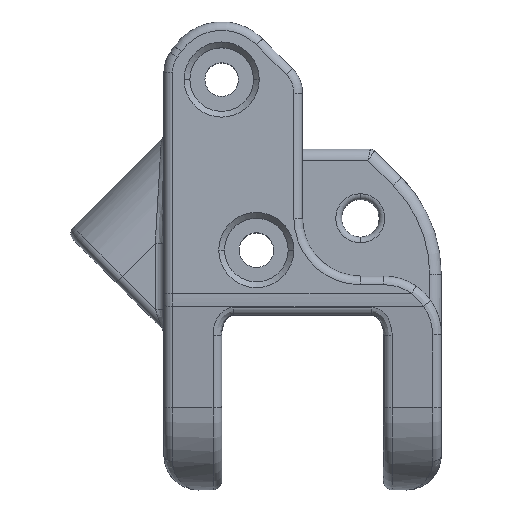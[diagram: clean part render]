
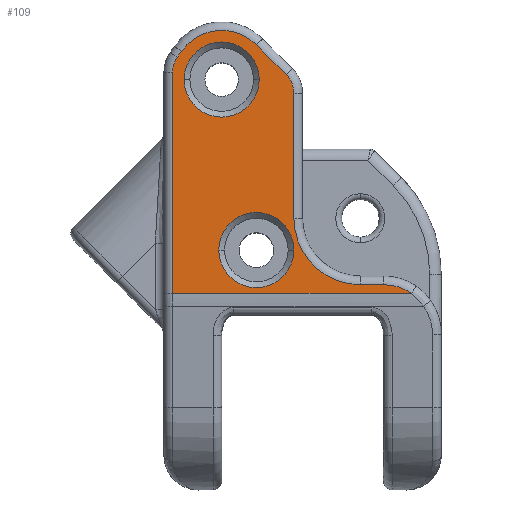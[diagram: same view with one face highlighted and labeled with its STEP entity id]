
A CAD part, top view. The second image highlights one B-rep face of the part: STEP entity #109.
In plain terms, the highlighted planar face has unit normal (0, 0, 1).
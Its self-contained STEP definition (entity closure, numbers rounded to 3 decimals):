
#109 = ADVANCED_FACE ( 'NONE', ( #3552, #4362, #4221 ), #8029, .T. ) ;
#119 = CARTESIAN_POINT ( 'NONE',  ( -15.25, 12., 9. ) ) ;
#147 = CARTESIAN_POINT ( 'NONE',  ( -12., 12., 9. ) ) ;
#169 = VERTEX_POINT ( 'NONE', #7978 ) ;
#358 = DIRECTION ( 'NONE',  ( 1., 0., 0. ) ) ;
#399 = VERTEX_POINT ( 'NONE', #7652 ) ;
#424 = VECTOR ( 'NONE', #6848, 1000. ) ;
#451 = CARTESIAN_POINT ( 'NONE',  ( -16.25, 12.632, 9. ) ) ;
#583 = DIRECTION ( 'NONE',  ( -1., 0., 0. ) ) ;
#618 = CARTESIAN_POINT ( 'NONE',  ( -8., 10.828, 9. ) ) ;
#788 = LINE ( 'NONE', #2512, #4904 ) ;
#817 = VERTEX_POINT ( 'NONE', #451 ) ;
#862 = CARTESIAN_POINT ( 'NONE',  ( -16.25, 12., 9. ) ) ;
#974 = DIRECTION ( 'NONE',  ( 0., 0., 1. ) ) ;
#994 = LINE ( 'NONE', #1825, #1914 ) ;
#997 = LINE ( 'NONE', #6713, #424 ) ;
#1072 = EDGE_CURVE ( 'NONE', #7711, #1785, #1671, .T. ) ;
#1105 = DIRECTION ( 'NONE',  ( 1., 0., 0. ) ) ;
#1148 = VERTEX_POINT ( 'NONE', #7877 ) ;
#1333 = CARTESIAN_POINT ( 'NONE',  ( 7., -6.5, 9. ) ) ;
#1507 = ORIENTED_EDGE ( 'NONE', *, *, #3982, .T. ) ;
#1574 = EDGE_CURVE ( 'NONE', #817, #1148, #3853, .T. ) ;
#1616 = DIRECTION ( 'NONE',  ( 1., 0., 0. ) ) ;
#1671 = CIRCLE ( 'NONE', #9128, 3.25 ) ;
#1729 = CARTESIAN_POINT ( 'NONE',  ( 0., -5.75, 9. ) ) ;
#1785 = VERTEX_POINT ( 'NONE', #7127 ) ;
#1825 = CARTESIAN_POINT ( 'NONE',  ( -15.478, 14.443, 9. ) ) ;
#1914 = VECTOR ( 'NONE', #3893, 1000. ) ;
#1976 = VERTEX_POINT ( 'NONE', #7422 ) ;
#2017 = DIRECTION ( 'NONE',  ( 1., 0., 0. ) ) ;
#2095 = DIRECTION ( 'NONE',  ( 1., 0., 0. ) ) ;
#2185 = DIRECTION ( 'NONE',  ( 1., 0., 0. ) ) ;
#2212 = VERTEX_POINT ( 'NONE', #9031 ) ;
#2215 = EDGE_CURVE ( 'NONE', #2212, #3466, #788, .T. ) ;
#2245 = DIRECTION ( 'NONE',  ( 1., 0., 0. ) ) ;
#2297 = VECTOR ( 'NONE', #4471, 1000. ) ;
#2361 = CIRCLE ( 'NONE', #3743, 4.25 ) ;
#2512 = CARTESIAN_POINT ( 'NONE',  ( -5.75, 12., 9. ) ) ;
#2688 = AXIS2_PLACEMENT_3D ( 'NONE', #618, #6427, #9311 ) ;
#2710 = EDGE_LOOP ( 'NONE', ( #1507, #6503 ) ) ;
#2818 = CARTESIAN_POINT ( 'NONE',  ( -9., -2.75, 9. ) ) ;
#3029 = CARTESIAN_POINT ( 'NONE',  ( -15.478, 14.443, 9. ) ) ;
#3204 = CARTESIAN_POINT ( 'NONE',  ( 2., -10., 9. ) ) ;
#3427 = AXIS2_PLACEMENT_3D ( 'NONE', #7722, #8416, #1105 ) ;
#3466 = VERTEX_POINT ( 'NONE', #6443 ) ;
#3510 = EDGE_CURVE ( 'NONE', #399, #6736, #8089, .T. ) ;
#3552 = FACE_BOUND ( 'NONE', #7888, .T. ) ;
#3743 = AXIS2_PLACEMENT_3D ( 'NONE', #5117, #5874, #2245 ) ;
#3791 = ORIENTED_EDGE ( 'NONE', *, *, #6032, .T. ) ;
#3812 = DIRECTION ( 'NONE',  ( 0., 0., -1. ) ) ;
#3853 = LINE ( 'NONE', #862, #2297 ) ;
#3882 = AXIS2_PLACEMENT_3D ( 'NONE', #6792, #9004, #6025 ) ;
#3890 = EDGE_CURVE ( 'NONE', #399, #1148, #7869, .T. ) ;
#3893 = DIRECTION ( 'NONE',  ( -0.575, -0.818, 0. ) ) ;
#3982 = EDGE_CURVE ( 'NONE', #1785, #7711, #7375, .T. ) ;
#4020 = VECTOR ( 'NONE', #5996, 1000. ) ;
#4150 = CARTESIAN_POINT ( 'NONE',  ( 0., -5.75, 9. ) ) ;
#4221 = FACE_OUTER_BOUND ( 'NONE', #6074, .T. ) ;
#4235 = VERTEX_POINT ( 'NONE', #3029 ) ;
#4362 = FACE_BOUND ( 'NONE', #2710, .T. ) ;
#4395 = CARTESIAN_POINT ( 'NONE',  ( -9., -2.75, 9. ) ) ;
#4471 = DIRECTION ( 'NONE',  ( 0., -1., 0. ) ) ;
#4519 = CIRCLE ( 'NONE', #2688, 2.25 ) ;
#4525 = DIRECTION ( 'NONE',  ( 1., 0., 0. ) ) ;
#4669 = DIRECTION ( 'NONE',  ( 0., 1., 0. ) ) ;
#4730 = DIRECTION ( 'NONE',  ( 0., 0., -1. ) ) ;
#4843 = EDGE_CURVE ( 'NONE', #6736, #5373, #9176, .T. ) ;
#4904 = VECTOR ( 'NONE', #4669, 1000. ) ;
#5026 = CARTESIAN_POINT ( 'NONE',  ( -12., 12., 9. ) ) ;
#5052 = AXIS2_PLACEMENT_3D ( 'NONE', #3204, #974, #1616 ) ;
#5117 = CARTESIAN_POINT ( 'NONE',  ( -12., 12., 9. ) ) ;
#5147 = CARTESIAN_POINT ( 'NONE',  ( -5.75, -2.75, 9. ) ) ;
#5373 = VERTEX_POINT ( 'NONE', #1729 ) ;
#5441 = EDGE_CURVE ( 'NONE', #8517, #4235, #2361, .T. ) ;
#5579 = ORIENTED_EDGE ( 'NONE', *, *, #1574, .T. ) ;
#5605 = CARTESIAN_POINT ( 'NONE',  ( -8.995, 15.005, 9. ) ) ;
#5718 = EDGE_CURVE ( 'NONE', #4235, #169, #994, .T. ) ;
#5736 = ORIENTED_EDGE ( 'NONE', *, *, #3890, .F. ) ;
#5816 = DIRECTION ( 'NONE',  ( 0., 0., -1. ) ) ;
#5874 = DIRECTION ( 'NONE',  ( 0., 0., 1. ) ) ;
#5989 = ORIENTED_EDGE ( 'NONE', *, *, #6370, .T. ) ;
#5996 = DIRECTION ( 'NONE',  ( -1., 0., 0. ) ) ;
#6025 = DIRECTION ( 'NONE',  ( 1., 0., 0. ) ) ;
#6032 = EDGE_CURVE ( 'NONE', #169, #817, #7982, .T. ) ;
#6074 = EDGE_LOOP ( 'NONE', ( #5736, #8652, #6264, #9303, #8355, #8259, #8497, #6888, #7489, #3791, #5579 ) ) ;
#6245 = EDGE_CURVE ( 'NONE', #1976, #9156, #9183, .T. ) ;
#6264 = ORIENTED_EDGE ( 'NONE', *, *, #4843, .T. ) ;
#6313 = CIRCLE ( 'NONE', #6469, 3.25 ) ;
#6318 = CIRCLE ( 'NONE', #3427, 5.75 ) ;
#6370 = EDGE_CURVE ( 'NONE', #9156, #1976, #6313, .T. ) ;
#6427 = DIRECTION ( 'NONE',  ( 0., 0., 1. ) ) ;
#6443 = CARTESIAN_POINT ( 'NONE',  ( -5.75, 10.828, 9. ) ) ;
#6458 = DIRECTION ( 'NONE',  ( 0., 0., 1. ) ) ;
#6469 = AXIS2_PLACEMENT_3D ( 'NONE', #2818, #8624, #2095 ) ;
#6503 = ORIENTED_EDGE ( 'NONE', *, *, #1072, .T. ) ;
#6713 = CARTESIAN_POINT ( 'NONE',  ( -8.995, 15.005, 9. ) ) ;
#6736 = VERTEX_POINT ( 'NONE', #7287 ) ;
#6760 = ORIENTED_EDGE ( 'NONE', *, *, #6245, .T. ) ;
#6792 = CARTESIAN_POINT ( 'NONE',  ( -14., 12.632, 9. ) ) ;
#6848 = DIRECTION ( 'NONE',  ( -0.707, 0.707, 0. ) ) ;
#6888 = ORIENTED_EDGE ( 'NONE', *, *, #5441, .T. ) ;
#6979 = EDGE_CURVE ( 'NONE', #5373, #2212, #6318, .T. ) ;
#7127 = CARTESIAN_POINT ( 'NONE',  ( -8.75, 12., 9. ) ) ;
#7287 = CARTESIAN_POINT ( 'NONE',  ( 2., -5.75, 9. ) ) ;
#7375 = CIRCLE ( 'NONE', #7681, 3.25 ) ;
#7422 = CARTESIAN_POINT ( 'NONE',  ( -12.25, -2.75, 9. ) ) ;
#7439 = AXIS2_PLACEMENT_3D ( 'NONE', #5026, #6458, #2017 ) ;
#7489 = ORIENTED_EDGE ( 'NONE', *, *, #5718, .T. ) ;
#7536 = AXIS2_PLACEMENT_3D ( 'NONE', #4395, #5816, #2185 ) ;
#7652 = CARTESIAN_POINT ( 'NONE',  ( 4.411, -6.5, 9. ) ) ;
#7681 = AXIS2_PLACEMENT_3D ( 'NONE', #147, #3812, #4525 ) ;
#7711 = VERTEX_POINT ( 'NONE', #119 ) ;
#7722 = CARTESIAN_POINT ( 'NONE',  ( 0., 0., 9. ) ) ;
#7869 = LINE ( 'NONE', #1333, #4020 ) ;
#7877 = CARTESIAN_POINT ( 'NONE',  ( -16.25, -6.5, 9. ) ) ;
#7888 = EDGE_LOOP ( 'NONE', ( #5989, #6760 ) ) ;
#7978 = CARTESIAN_POINT ( 'NONE',  ( -15.841, 13.926, 9. ) ) ;
#7982 = CIRCLE ( 'NONE', #3882, 2.25 ) ;
#8029 = PLANE ( 'NONE',  #7439 ) ;
#8089 = CIRCLE ( 'NONE', #5052, 4.25 ) ;
#8259 = ORIENTED_EDGE ( 'NONE', *, *, #8300, .T. ) ;
#8300 = EDGE_CURVE ( 'NONE', #3466, #8580, #4519, .T. ) ;
#8314 = CARTESIAN_POINT ( 'NONE',  ( -6.409, 12.419, 9. ) ) ;
#8316 = EDGE_CURVE ( 'NONE', #8580, #8517, #997, .T. ) ;
#8355 = ORIENTED_EDGE ( 'NONE', *, *, #2215, .T. ) ;
#8416 = DIRECTION ( 'NONE',  ( 0., 0., -1. ) ) ;
#8484 = CARTESIAN_POINT ( 'NONE',  ( -12., 12., 9. ) ) ;
#8497 = ORIENTED_EDGE ( 'NONE', *, *, #8316, .T. ) ;
#8517 = VERTEX_POINT ( 'NONE', #5605 ) ;
#8580 = VERTEX_POINT ( 'NONE', #8314 ) ;
#8583 = VECTOR ( 'NONE', #583, 1000. ) ;
#8624 = DIRECTION ( 'NONE',  ( 0., 0., -1. ) ) ;
#8652 = ORIENTED_EDGE ( 'NONE', *, *, #3510, .T. ) ;
#9004 = DIRECTION ( 'NONE',  ( 0., 0., 1. ) ) ;
#9031 = CARTESIAN_POINT ( 'NONE',  ( -5.75, 0., 9. ) ) ;
#9128 = AXIS2_PLACEMENT_3D ( 'NONE', #8484, #4730, #358 ) ;
#9156 = VERTEX_POINT ( 'NONE', #5147 ) ;
#9176 = LINE ( 'NONE', #4150, #8583 ) ;
#9183 = CIRCLE ( 'NONE', #7536, 3.25 ) ;
#9303 = ORIENTED_EDGE ( 'NONE', *, *, #6979, .T. ) ;
#9311 = DIRECTION ( 'NONE',  ( 1., 0., 0. ) ) ;
